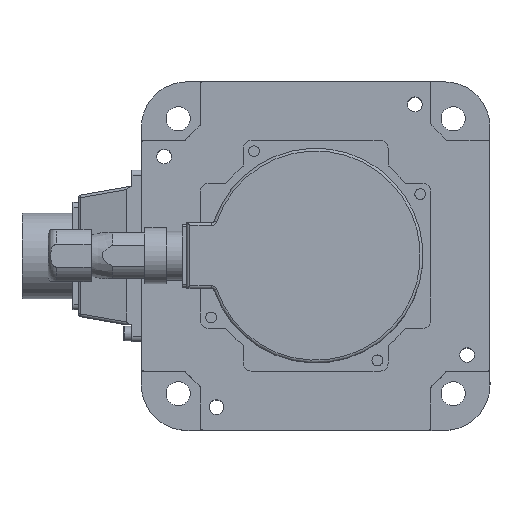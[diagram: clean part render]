
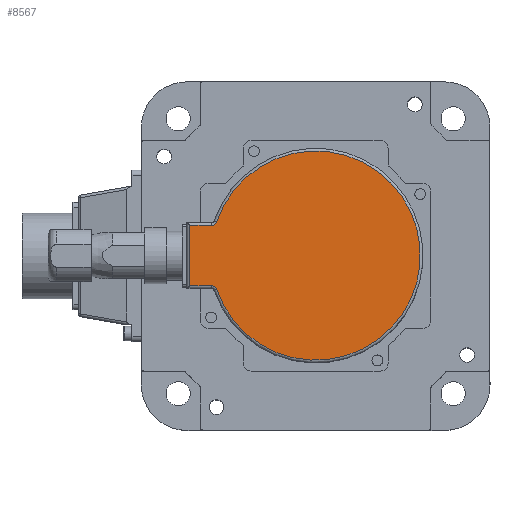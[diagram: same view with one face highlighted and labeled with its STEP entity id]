
A CAD part, top view. The second image highlights one B-rep face of the part: STEP entity #8567.
In plain terms, the highlighted planar face has unit normal (0, 0, 1).
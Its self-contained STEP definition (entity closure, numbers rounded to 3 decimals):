
#299 = CARTESIAN_POINT ( 'NONE',  ( -47., 11.25, 85. ) ) ;
#510 = CARTESIAN_POINT ( 'NONE',  ( -36.907, -12.604, 85. ) ) ;
#629 = AXIS2_PLACEMENT_3D ( 'NONE', #4806, #2680, #2404 ) ;
#891 = AXIS2_PLACEMENT_3D ( 'NONE', #5629, #5610, #5603 ) ;
#1038 = EDGE_CURVE ( 'NONE', #12702, #7127, #9205, .T. ) ;
#1490 = VERTEX_POINT ( 'NONE', #4398 ) ;
#1973 = CARTESIAN_POINT ( 'NONE',  ( -38.8, 13.25, 85. ) ) ;
#2372 = DIRECTION ( 'NONE',  ( 0., -1., 0. ) ) ;
#2404 = DIRECTION ( 'NONE',  ( 0., 1., 0. ) ) ;
#2501 = CARTESIAN_POINT ( 'NONE',  ( -47., -12.25, 85. ) ) ;
#2680 = DIRECTION ( 'NONE',  ( 0., 0., 1. ) ) ;
#2824 = PLANE ( 'NONE',  #629 ) ;
#2944 = DIRECTION ( 'NONE',  ( -1., 0., 0. ) ) ;
#2990 = CARTESIAN_POINT ( 'NONE',  ( -48., 11.25, 85. ) ) ;
#3056 = DIRECTION ( 'NONE',  ( 0., 1., 0. ) ) ;
#3066 = DIRECTION ( 'NONE',  ( 0., 0., -1. ) ) ;
#3091 = VERTEX_POINT ( 'NONE', #510 ) ;
#3107 = CARTESIAN_POINT ( 'NONE',  ( -38.8, -11.25, 85. ) ) ;
#3797 = CIRCLE ( 'NONE', #891, 39. ) ;
#3923 = LINE ( 'NONE', #3107, #9994 ) ;
#4165 = CARTESIAN_POINT ( 'NONE',  ( -36.907, 12.604, 85. ) ) ;
#4379 = CIRCLE ( 'NONE', #9504, 2. ) ;
#4398 = CARTESIAN_POINT ( 'NONE',  ( -47., -11.25, 85. ) ) ;
#4806 = CARTESIAN_POINT ( 'NONE',  ( 0., 0., 85. ) ) ;
#5603 = DIRECTION ( 'NONE',  ( 0., 1., 0. ) ) ;
#5610 = DIRECTION ( 'NONE',  ( 0., 0., 1. ) ) ;
#5629 = CARTESIAN_POINT ( 'NONE',  ( 0., 0., 85. ) ) ;
#5801 = ORIENTED_EDGE ( 'NONE', *, *, #12342, .T. ) ;
#6156 = VECTOR ( 'NONE', #2372, 1000. ) ;
#6408 = EDGE_CURVE ( 'NONE', #3091, #11326, #3797, .T. ) ;
#7127 = VERTEX_POINT ( 'NONE', #299 ) ;
#7418 = ORIENTED_EDGE ( 'NONE', *, *, #1038, .T. ) ;
#7996 = VERTEX_POINT ( 'NONE', #12466 ) ;
#8028 = ORIENTED_EDGE ( 'NONE', *, *, #6408, .T. ) ;
#8283 = EDGE_CURVE ( 'NONE', #7127, #1490, #8994, .T. ) ;
#8452 = EDGE_LOOP ( 'NONE', ( #7418, #12431, #10510, #13154, #8028, #5801 ) ) ;
#8567 = ADVANCED_FACE ( 'NONE', ( #10987 ), #2824, .T. ) ;
#8864 = VECTOR ( 'NONE', #2944, 1000. ) ;
#8994 = LINE ( 'NONE', #2501, #6156 ) ;
#9205 = LINE ( 'NONE', #2990, #8864 ) ;
#9504 = AXIS2_PLACEMENT_3D ( 'NONE', #1973, #9510, #3056 ) ;
#9510 = DIRECTION ( 'NONE',  ( 0., 0., -1. ) ) ;
#9519 = CARTESIAN_POINT ( 'NONE',  ( -38.8, -13.25, 85. ) ) ;
#9994 = VECTOR ( 'NONE', #10607, 1000. ) ;
#10510 = ORIENTED_EDGE ( 'NONE', *, *, #11321, .T. ) ;
#10589 = DIRECTION ( 'NONE',  ( 0., 1., 0. ) ) ;
#10607 = DIRECTION ( 'NONE',  ( 1., 0., 0. ) ) ;
#10715 = EDGE_CURVE ( 'NONE', #7996, #3091, #11959, .T. ) ;
#10987 = FACE_OUTER_BOUND ( 'NONE', #8452, .T. ) ;
#11321 = EDGE_CURVE ( 'NONE', #1490, #7996, #3923, .T. ) ;
#11326 = VERTEX_POINT ( 'NONE', #4165 ) ;
#11959 = CIRCLE ( 'NONE', #12027, 2. ) ;
#12027 = AXIS2_PLACEMENT_3D ( 'NONE', #9519, #3066, #10589 ) ;
#12232 = CARTESIAN_POINT ( 'NONE',  ( -38.8, 11.25, 85. ) ) ;
#12342 = EDGE_CURVE ( 'NONE', #11326, #12702, #4379, .T. ) ;
#12431 = ORIENTED_EDGE ( 'NONE', *, *, #8283, .T. ) ;
#12466 = CARTESIAN_POINT ( 'NONE',  ( -38.8, -11.25, 85. ) ) ;
#12702 = VERTEX_POINT ( 'NONE', #12232 ) ;
#13154 = ORIENTED_EDGE ( 'NONE', *, *, #10715, .T. ) ;
